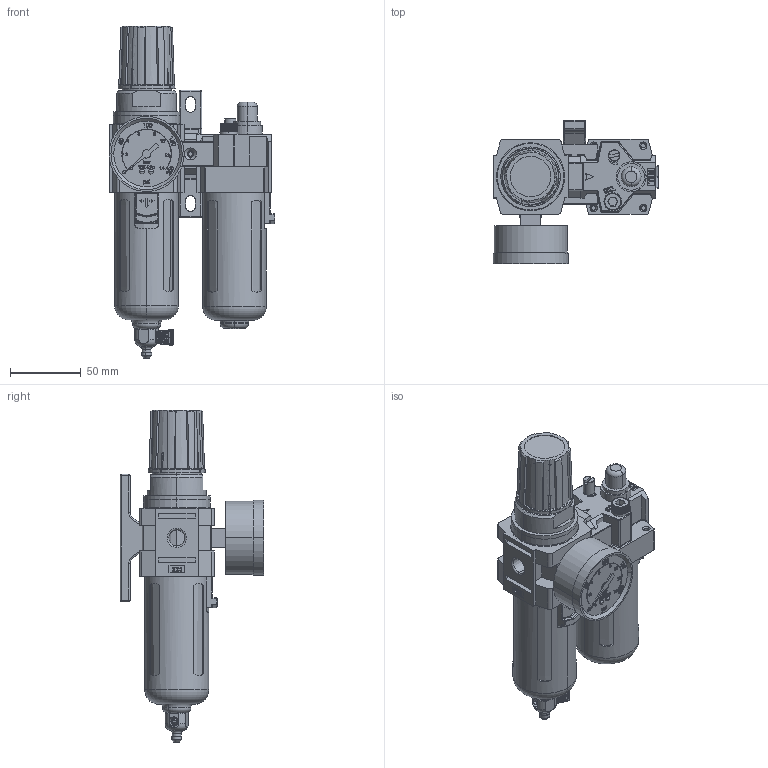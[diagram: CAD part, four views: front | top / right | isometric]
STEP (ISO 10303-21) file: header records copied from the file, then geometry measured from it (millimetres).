
FILE_DESCRIPTION (( 'STEP AP214' ), '1' );
FILE_NAME ('FRL50.STEP', '2021-11-05T05:17:24', ( 'User' ), ( '' ), 'SwSTEP 2.0', 'SolidWorks 2014', '' );
FILE_SCHEMA (( 'AUTOMOTIVE_DESIGN' ));
Length unit declared in the file: millimetre
Products named in the file (42): R50調壓座; 2-埋入式壓力錶; F5020; F5012; F5010; F5003; L5002; C5049; W5901-(2分孔); C5048; FRL50; C5047; L50; L8013; L8016; L8015; L50調油螺絲; L5001-A; FR50; R5010
Assembly tree (24 placements, depth 3):
  R50調壓座
  2-埋入式壓力錶
  F5020
  F5012
  F5010
Bounding box: 117.11 x 101.5 x 234.3 mm (x, y, z)
Volume: 357080 mm3; surface area: 214220.9 mm2
Topology: 20 solids, 20 shells, 2908 faces, 7491 edges, 4792 vertices
Faces by surface type: plane 1388, cylinder 836, bspline 369, torus 151, cone 146, sphere 18
Entity records: 107030 total; most frequent: CARTESIAN_POINT 38150, ORIENTED_EDGE 14124, DIRECTION 12717, EDGE_CURVE 7062, VERTEX_POINT 4538, AXIS2_PLACEMENT_3D 4381, VECTOR 3955, LINE 3955
